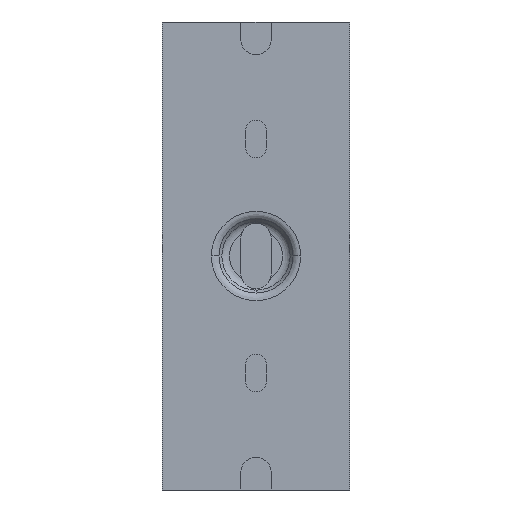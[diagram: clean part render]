
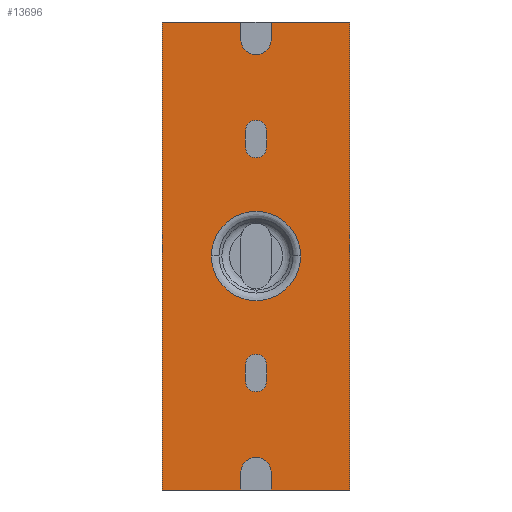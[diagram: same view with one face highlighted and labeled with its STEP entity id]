
A CAD part, front view. The second image highlights one B-rep face of the part: STEP entity #13696.
In plain terms, the highlighted planar face has unit normal (0, -1, 0).
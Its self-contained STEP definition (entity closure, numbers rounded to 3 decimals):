
#4005=DIRECTION('',(0.,0.,-1.));
#4006=VECTOR('',#4005,100.);
#4007=CARTESIAN_POINT('',(-20.,-72.2,1000.));
#4008=LINE('',#4007,#4006);
#4427=DIRECTION('',(-1.,0.,0.));
#4428=VECTOR('',#4427,16.75);
#4429=CARTESIAN_POINT('',(-3.25,-72.2,1000.));
#4430=LINE('',#4429,#4428);
#4679=DIRECTION('',(0.,0.,1.));
#4680=VECTOR('',#4679,3.75);
#4681=CARTESIAN_POINT('',(-3.25,-72.2,900.));
#4682=LINE('',#4681,#4680);
#4686=DIRECTION('',(-1.,0.,0.));
#4687=VECTOR('',#4686,16.75);
#4688=CARTESIAN_POINT('',(-3.25,-72.2,900.));
#4689=LINE('',#4688,#4687);
#4693=CARTESIAN_POINT('',(0.,-72.2,996.25));
#4694=DIRECTION('',(0.,-1.,0.));
#4695=DIRECTION('',(-1.,0.,0.));
#4696=AXIS2_PLACEMENT_3D('',#4693,#4694,#4695);
#4701=CARTESIAN_POINT('',(0.,-72.2,996.25));
#4702=DIRECTION('',(0.,-1.,0.));
#4703=DIRECTION('',(0.,0.,-1.));
#4704=AXIS2_PLACEMENT_3D('',#4701,#4702,#4703);
#4709=DIRECTION('',(-1.,0.,0.));
#4710=VECTOR('',#4709,16.75);
#4711=CARTESIAN_POINT('',(20.,-72.2,900.));
#4712=LINE('',#4711,#4710);
#4716=CARTESIAN_POINT('',(0.,-72.2,903.75));
#4717=DIRECTION('',(0.,-1.,0.));
#4718=DIRECTION('',(1.,0.,0.));
#4719=AXIS2_PLACEMENT_3D('',#4716,#4717,#4718);
#4724=CARTESIAN_POINT('',(0.,-72.2,903.75));
#4725=DIRECTION('',(0.,-1.,0.));
#4726=DIRECTION('',(0.,0.,1.));
#4727=AXIS2_PLACEMENT_3D('',#4724,#4725,#4726);
#4732=CARTESIAN_POINT('',(0.,-72.2,
950.));
#4733=DIRECTION('',(0.,-1.,0.));
#4734=DIRECTION('',(1.,0.,0.));
#4735=AXIS2_PLACEMENT_3D('',#4732,#4733,#4734);
#4740=CARTESIAN_POINT('',(0.,-72.2,
950.));
#4741=DIRECTION('',(0.,-1.,0.));
#4742=DIRECTION('',(-1.,0.,0.));
#4743=AXIS2_PLACEMENT_3D('',#4740,#4741,#4742);
#4748=CARTESIAN_POINT('',(0.,-72.2,976.75));
#4749=DIRECTION('',(0.,-1.,0.));
#4750=DIRECTION('',(1.,0.,0.));
#4751=AXIS2_PLACEMENT_3D('',#4748,#4749,#4750);
#4756=CARTESIAN_POINT('',(0.,-72.2,976.75));
#4757=DIRECTION('',(0.,-1.,0.));
#4758=DIRECTION('',(0.,0.,1.));
#4759=AXIS2_PLACEMENT_3D('',#4756,#4757,#4758);
#4764=CARTESIAN_POINT('',(0.,-72.2,973.25));
#4765=DIRECTION('',(0.,-1.,0.));
#4766=DIRECTION('',(-1.,0.,0.));
#4767=AXIS2_PLACEMENT_3D('',#4764,#4765,#4766);
#4772=CARTESIAN_POINT('',(0.,-72.2,973.25));
#4773=DIRECTION('',(0.,-1.,0.));
#4774=DIRECTION('',(0.,0.,-1.));
#4775=AXIS2_PLACEMENT_3D('',#4772,#4773,#4774);
#4780=CARTESIAN_POINT('',(0.,-72.2,926.75));
#4781=DIRECTION('',(0.,-1.,0.));
#4782=DIRECTION('',(1.,0.,0.));
#4783=AXIS2_PLACEMENT_3D('',#4780,#4781,#4782);
#4788=CARTESIAN_POINT('',(0.,-72.2,926.75));
#4789=DIRECTION('',(0.,-1.,0.));
#4790=DIRECTION('',(0.,0.,1.));
#4791=AXIS2_PLACEMENT_3D('',#4788,#4789,#4790);
#4796=CARTESIAN_POINT('',(0.,-72.2,923.25));
#4797=DIRECTION('',(0.,-1.,0.));
#4798=DIRECTION('',(-1.,0.,0.));
#4799=AXIS2_PLACEMENT_3D('',#4796,#4797,#4798);
#4804=CARTESIAN_POINT('',(0.,-72.2,923.25));
#4805=DIRECTION('',(0.,-1.,0.));
#4806=DIRECTION('',(0.,0.,-1.));
#4807=AXIS2_PLACEMENT_3D('',#4804,#4805,#4806);
#4812=DIRECTION('',(0.,0.,1.));
#4813=VECTOR('',#4812,3.75);
#4814=CARTESIAN_POINT('',(-3.25,-72.2,996.25));
#4815=LINE('',#4814,#4813);
#4840=DIRECTION('',(0.,0.,-1.));
#4841=VECTOR('',#4840,3.75);
#4842=CARTESIAN_POINT('',(3.25,-72.2,1000.));
#4843=LINE('',#4842,#4841);
#4854=DIRECTION('',(-1.,0.,0.));
#4855=VECTOR('',#4854,16.75);
#4856=CARTESIAN_POINT('',(20.,-72.2,1000.));
#4857=LINE('',#4856,#4855);
#5064=DIRECTION('',(0.,0.,1.));
#5065=VECTOR('',#5064,100.);
#5066=CARTESIAN_POINT('',(20.,-72.2,900.));
#5067=LINE('',#5066,#5065);
#5746=DIRECTION('',(0.,0.,-1.));
#5747=VECTOR('',#5746,3.75);
#5748=CARTESIAN_POINT('',(3.25,-72.2,903.75));
#5749=LINE('',#5748,#5747);
#9201=DIRECTION('',(0.,0.,-1.));
#9202=VECTOR('',#9201,3.5);
#9203=CARTESIAN_POINT('',(2.25,-72.2,976.75));
#9204=LINE('',#9203,#9202);
#9222=DIRECTION('',(0.,0.,1.));
#9223=VECTOR('',#9222,3.5);
#9224=CARTESIAN_POINT('',(-2.25,-72.2,973.25));
#9225=LINE('',#9224,#9223);
#9243=DIRECTION('',(0.,0.,-1.));
#9244=VECTOR('',#9243,3.5);
#9245=CARTESIAN_POINT('',(2.25,-72.2,926.75));
#9246=LINE('',#9245,#9244);
#9264=DIRECTION('',(0.,0.,1.));
#9265=VECTOR('',#9264,3.5);
#9266=CARTESIAN_POINT('',(-2.25,-72.2,923.25));
#9267=LINE('',#9266,#9265);
#11790=CARTESIAN_POINT('',(-20.,-72.2,900.));
#11792=VERTEX_POINT('',#11790);
#11793=CARTESIAN_POINT('',(-3.25,-72.2,900.));
#11794=VERTEX_POINT('',#11793);
#11819=CARTESIAN_POINT('',(-20.,-72.2,1000.));
#11820=VERTEX_POINT('',#11819);
#12074=CARTESIAN_POINT('',(-3.25,-72.2,1000.));
#12075=VERTEX_POINT('',#12074);
#12136=CARTESIAN_POINT('',(-3.25,-72.2,903.75));
#12137=VERTEX_POINT('',#12136);
#12138=CARTESIAN_POINT('',(-3.25,-72.2,996.25));
#12139=VERTEX_POINT('',#12138);
#12140=CARTESIAN_POINT('',(0.,-72.2,993.));
#12141=VERTEX_POINT('',#12140);
#12142=CARTESIAN_POINT('',(3.25,-72.2,996.25));
#12143=VERTEX_POINT('',#12142);
#12144=CARTESIAN_POINT('',(3.25,-72.2,1000.));
#12145=VERTEX_POINT('',#12144);
#12146=CARTESIAN_POINT('',(20.,-72.2,1000.));
#12147=VERTEX_POINT('',#12146);
#12148=CARTESIAN_POINT('',(20.,-72.2,900.));
#12149=VERTEX_POINT('',#12148);
#12150=CARTESIAN_POINT('',(3.25,-72.2,900.));
#12151=VERTEX_POINT('',#12150);
#12152=CARTESIAN_POINT('',(3.25,-72.2,903.75));
#12153=VERTEX_POINT('',#12152);
#12154=CARTESIAN_POINT('',(0.,-72.2,907.));
#12155=VERTEX_POINT('',#12154);
#12156=CARTESIAN_POINT('',(9.532,-72.2,
950.));
#12157=CARTESIAN_POINT('',(-9.532,-72.2,
950.));
#12158=VERTEX_POINT('',#12156);
#12159=VERTEX_POINT('',#12157);
#12160=CARTESIAN_POINT('',(2.25,-72.2,976.75));
#12161=CARTESIAN_POINT('',(2.25,-72.2,973.25));
#12162=VERTEX_POINT('',#12160);
#12163=VERTEX_POINT('',#12161);
#12164=CARTESIAN_POINT('',(0.,-72.2,979.));
#12165=VERTEX_POINT('',#12164);
#12166=CARTESIAN_POINT('',(-2.25,-72.2,976.75));
#12167=VERTEX_POINT('',#12166);
#12168=CARTESIAN_POINT('',(-2.25,-72.2,973.25));
#12169=VERTEX_POINT('',#12168);
#12170=CARTESIAN_POINT('',(0.,-72.2,971.));
#12171=VERTEX_POINT('',#12170);
#12172=CARTESIAN_POINT('',(2.25,-72.2,926.75));
#12173=CARTESIAN_POINT('',(2.25,-72.2,923.25));
#12174=VERTEX_POINT('',#12172);
#12175=VERTEX_POINT('',#12173);
#12176=CARTESIAN_POINT('',(0.,-72.2,929.));
#12177=VERTEX_POINT('',#12176);
#12178=CARTESIAN_POINT('',(-2.25,-72.2,926.75));
#12179=VERTEX_POINT('',#12178);
#12180=CARTESIAN_POINT('',(-2.25,-72.2,923.25));
#12181=VERTEX_POINT('',#12180);
#12182=CARTESIAN_POINT('',(0.,-72.2,921.));
#12183=VERTEX_POINT('',#12182);
#13631=CARTESIAN_POINT('',(-20.,-72.2,-1000.));
#13632=DIRECTION('',(0.,1.,0.));
#13633=DIRECTION('',(0.,0.,1.));
#13634=AXIS2_PLACEMENT_3D('',#13631,#13632,#13633);
#13635=PLANE('',#13634);
#13636=ORIENTED_EDGE('',*,*,#13190,.T.);
#13637=ORIENTED_EDGE('',*,*,#13233,.F.);
#13638=ORIENTED_EDGE('',*,*,#13509,.F.);
#13640=ORIENTED_EDGE('',*,*,#13639,.F.);
#13642=ORIENTED_EDGE('',*,*,#13641,.T.);
#13644=ORIENTED_EDGE('',*,*,#13643,.T.);
#13646=ORIENTED_EDGE('',*,*,#13645,.F.);
#13648=ORIENTED_EDGE('',*,*,#13647,.F.);
#13650=ORIENTED_EDGE('',*,*,#13649,.F.);
#13652=ORIENTED_EDGE('',*,*,#13651,.T.);
#13654=ORIENTED_EDGE('',*,*,#13653,.F.);
#13656=ORIENTED_EDGE('',*,*,#13655,.T.);
#13658=ORIENTED_EDGE('',*,*,#13657,.T.);
#13659=ORIENTED_EDGE('',*,*,#13616,.F.);
#13660=EDGE_LOOP('',(#13636,#13637,#13638,#13640,#13642,#13644,#13646,#13648,
#13650,#13652,#13654,#13656,#13658,#13659));
#13661=FACE_OUTER_BOUND('',#13660,.F.);
#13663=ORIENTED_EDGE('',*,*,#13662,.T.);
#13665=ORIENTED_EDGE('',*,*,#13664,.T.);
#13666=EDGE_LOOP('',(#13663,#13665));
#13667=FACE_BOUND('',#13666,.F.);
#13669=ORIENTED_EDGE('',*,*,#13668,.F.);
#13671=ORIENTED_EDGE('',*,*,#13670,.T.);
#13673=ORIENTED_EDGE('',*,*,#13672,.T.);
#13675=ORIENTED_EDGE('',*,*,#13674,.F.);
#13677=ORIENTED_EDGE('',*,*,#13676,.T.);
#13679=ORIENTED_EDGE('',*,*,#13678,.T.);
#13680=EDGE_LOOP('',(#13669,#13671,#13673,#13675,#13677,#13679));
#13681=FACE_BOUND('',#13680,.F.);
#13683=ORIENTED_EDGE('',*,*,#13682,.F.);
#13685=ORIENTED_EDGE('',*,*,#13684,.T.);
#13687=ORIENTED_EDGE('',*,*,#13686,.T.);
#13689=ORIENTED_EDGE('',*,*,#13688,.F.);
#13691=ORIENTED_EDGE('',*,*,#13690,.T.);
#13693=ORIENTED_EDGE('',*,*,#13692,.T.);
#13694=EDGE_LOOP('',(#13683,#13685,#13687,#13689,#13691,#13693));
#13695=FACE_BOUND('',#13694,.F.);
#4697=CIRCLE('',#4696,3.25);
#4705=CIRCLE('',#4704,3.25);
#4720=CIRCLE('',#4719,3.25);
#4728=CIRCLE('',#4727,3.25);
#4736=CIRCLE('',#4735,9.532);
#4744=CIRCLE('',#4743,9.532);
#4752=CIRCLE('',#4751,2.25);
#4760=CIRCLE('',#4759,2.25);
#4768=CIRCLE('',#4767,2.25);
#4776=CIRCLE('',#4775,2.25);
#4784=CIRCLE('',#4783,2.25);
#4792=CIRCLE('',#4791,2.25);
#4800=CIRCLE('',#4799,2.25);
#4808=CIRCLE('',#4807,2.25);
#13190=EDGE_CURVE('',#11794,#11792,#4689,.T.);
#13233=EDGE_CURVE('',#11820,#11792,#4008,.T.);
#13509=EDGE_CURVE('',#12075,#11820,#4430,.T.);
#13616=EDGE_CURVE('',#11794,#12137,#4682,.T.);
#13639=EDGE_CURVE('',#12139,#12075,#4815,.T.);
#13641=EDGE_CURVE('',#12139,#12141,#4697,.T.);
#13643=EDGE_CURVE('',#12141,#12143,#4705,.T.);
#13645=EDGE_CURVE('',#12145,#12143,#4843,.T.);
#13647=EDGE_CURVE('',#12147,#12145,#4857,.T.);
#13649=EDGE_CURVE('',#12149,#12147,#5067,.T.);
#13651=EDGE_CURVE('',#12149,#12151,#4712,.T.);
#13653=EDGE_CURVE('',#12153,#12151,#5749,.T.);
#13655=EDGE_CURVE('',#12153,#12155,#4720,.T.);
#13657=EDGE_CURVE('',#12155,#12137,#4728,.T.);
#13662=EDGE_CURVE('',#12158,#12159,#4736,.T.);
#13664=EDGE_CURVE('',#12159,#12158,#4744,.T.);
#13668=EDGE_CURVE('',#12162,#12163,#9204,.T.);
#13670=EDGE_CURVE('',#12162,#12165,#4752,.T.);
#13672=EDGE_CURVE('',#12165,#12167,#4760,.T.);
#13674=EDGE_CURVE('',#12169,#12167,#9225,.T.);
#13676=EDGE_CURVE('',#12169,#12171,#4768,.T.);
#13678=EDGE_CURVE('',#12171,#12163,#4776,.T.);
#13682=EDGE_CURVE('',#12174,#12175,#9246,.T.);
#13684=EDGE_CURVE('',#12174,#12177,#4784,.T.);
#13686=EDGE_CURVE('',#12177,#12179,#4792,.T.);
#13688=EDGE_CURVE('',#12181,#12179,#9267,.T.);
#13690=EDGE_CURVE('',#12181,#12183,#4800,.T.);
#13692=EDGE_CURVE('',#12183,#12175,#4808,.T.);
#13696=ADVANCED_FACE('',(#13661,#13667,#13681,#13695),#13635,.F.);
